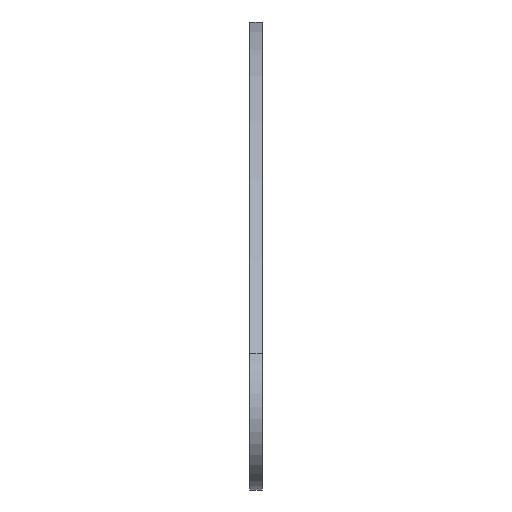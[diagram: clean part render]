
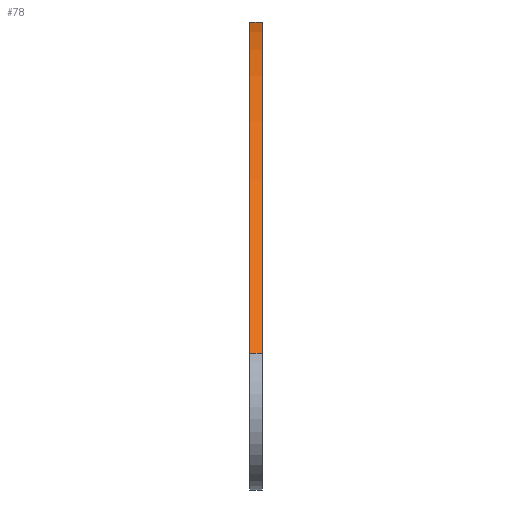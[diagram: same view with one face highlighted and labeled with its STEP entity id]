
A CAD part, left-side view. The second image highlights one B-rep face of the part: STEP entity #78.
In plain terms, the highlighted free-form (B-spline) face has degree [3, 1] with [4, 2] control points.
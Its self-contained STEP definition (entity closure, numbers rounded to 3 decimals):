
#63 = VERTEX_POINT ( 'NONE', #657 ) ;
#78 = ADVANCED_FACE ( 'NONE', ( #372 ), #912, .T. ) ;
#110 = CARTESIAN_POINT ( 'NONE',  ( -108.26, 0., -1.482 ) ) ;
#136 = CARTESIAN_POINT ( 'NONE',  ( -120.988, 2., -23.855 ) ) ;
#142 = DIRECTION ( 'NONE',  ( 0., -1., 0. ) ) ;
#212 = CARTESIAN_POINT ( 'NONE',  ( -108.26, 2., -1.482 ) ) ;
#237 = VERTEX_POINT ( 'NONE', #500 ) ;
#245 = CARTESIAN_POINT ( 'NONE',  ( -76.304, 0., 28.246 ) ) ;
#321 = CARTESIAN_POINT ( 'NONE',  ( -120.988, 0., -23.855 ) ) ;
#340 = CARTESIAN_POINT ( 'NONE',  ( -120.988, 2., -23.855 ) ) ;
#349 = VERTEX_POINT ( 'NONE', #136 ) ;
#372 = FACE_OUTER_BOUND ( 'NONE', #1258, .T. ) ;
#379 = EDGE_CURVE ( 'NONE', #237, #63, #1010, .T. ) ;
#454 = CARTESIAN_POINT ( 'NONE',  ( -46.035, 2., 30.8 ) ) ;
#464 = VECTOR ( 'NONE', #615, 1000. ) ;
#500 = CARTESIAN_POINT ( 'NONE',  ( -46.035, 0., 30.8 ) ) ;
#525 = LINE ( 'NONE', #1140, #464 ) ;
#568 = CARTESIAN_POINT ( 'NONE',  ( -120.988, 2., -23.855 ) ) ;
#570 = ORIENTED_EDGE ( 'NONE', *, *, #1235, .T. ) ;
#604 = B_SPLINE_CURVE_WITH_KNOTS ( 'NONE', 3,
 ( #944, #705, #212, #1008 ),
 .UNSPECIFIED., .F., .F.,
 ( 4, 4 ),
 ( 0.025, 1. ),
 .UNSPECIFIED. ) ;
#613 = ORIENTED_EDGE ( 'NONE', *, *, #785, .T. ) ;
#615 = DIRECTION ( 'NONE',  ( 0., 1., 0. ) ) ;
#657 = CARTESIAN_POINT ( 'NONE',  ( -120.988, 0., -23.855 ) ) ;
#705 = CARTESIAN_POINT ( 'NONE',  ( -76.304, 2., 28.246 ) ) ;
#785 = EDGE_CURVE ( 'NONE', #237, #1071, #525, .T. ) ;
#788 = VECTOR ( 'NONE', #142, 1000. ) ;
#861 = CARTESIAN_POINT ( 'NONE',  ( -46.035, 0., 30.8 ) ) ;
#880 = ORIENTED_EDGE ( 'NONE', *, *, #1220, .T. ) ;
#912 = B_SPLINE_SURFACE_WITH_KNOTS ( 'NONE', 3, 1, ( 
 ( #454, #861 ),
 ( #1073, #245 ),
 ( #1053, #1271 ),
 ( #568, #1084 ) ),
 .UNSPECIFIED., .F., .F., .F.,
 ( 4, 4 ),
 ( 2, 2 ),
 ( 0.025, 1. ),
 ( 0., 1. ),
 .UNSPECIFIED. ) ;
#944 = CARTESIAN_POINT ( 'NONE',  ( -46.035, 2., 30.8 ) ) ;
#946 = ORIENTED_EDGE ( 'NONE', *, *, #379, .F. ) ;
#1008 = CARTESIAN_POINT ( 'NONE',  ( -120.988, 2., -23.855 ) ) ;
#1010 = B_SPLINE_CURVE_WITH_KNOTS ( 'NONE', 3,
 ( #1027, #1019, #110, #321 ),
 .UNSPECIFIED., .F., .F.,
 ( 4, 4 ),
 ( 0.025, 1. ),
 .UNSPECIFIED. ) ;
#1019 = CARTESIAN_POINT ( 'NONE',  ( -76.304, 0., 28.246 ) ) ;
#1027 = CARTESIAN_POINT ( 'NONE',  ( -46.035, 0., 30.8 ) ) ;
#1053 = CARTESIAN_POINT ( 'NONE',  ( -108.26, 2., -1.482 ) ) ;
#1071 = VERTEX_POINT ( 'NONE', #1183 ) ;
#1073 = CARTESIAN_POINT ( 'NONE',  ( -76.304, 2., 28.246 ) ) ;
#1084 = CARTESIAN_POINT ( 'NONE',  ( -120.988, 0., -23.855 ) ) ;
#1140 = CARTESIAN_POINT ( 'NONE',  ( -46.035, 0., 30.8 ) ) ;
#1157 = LINE ( 'NONE', #340, #788 ) ;
#1183 = CARTESIAN_POINT ( 'NONE',  ( -46.035, 2., 30.8 ) ) ;
#1220 = EDGE_CURVE ( 'NONE', #349, #63, #1157, .T. ) ;
#1235 = EDGE_CURVE ( 'NONE', #1071, #349, #604, .T. ) ;
#1258 = EDGE_LOOP ( 'NONE', ( #946, #613, #570, #880 ) ) ;
#1271 = CARTESIAN_POINT ( 'NONE',  ( -108.26, 0., -1.482 ) ) ;
